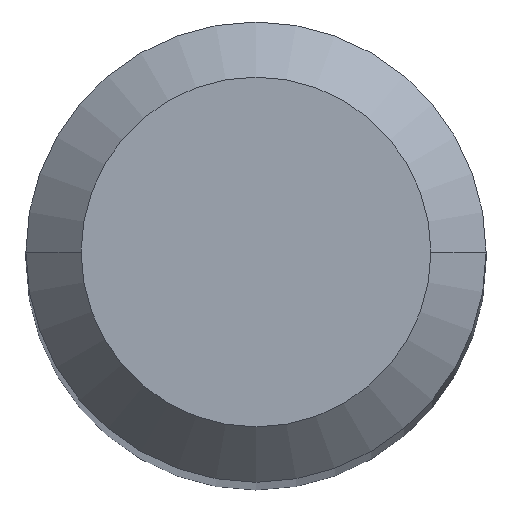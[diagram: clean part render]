
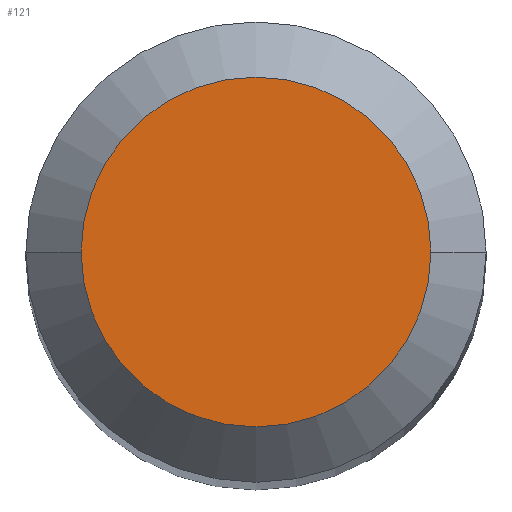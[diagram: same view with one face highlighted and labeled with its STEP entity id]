
A CAD part, top view. The second image highlights one B-rep face of the part: STEP entity #121.
In plain terms, the highlighted planar face has unit normal (0, 0, 1).
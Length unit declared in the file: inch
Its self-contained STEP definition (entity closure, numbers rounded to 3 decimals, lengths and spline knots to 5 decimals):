
#29 = CARTESIAN_POINT ( 'NONE',  ( -0.0475, 0., 0. ) ) ;
#68 = FACE_OUTER_BOUND ( 'NONE', #77, .T. ) ;
#77 = EDGE_LOOP ( 'NONE', ( #479, #117 ) ) ;
#83 = DIRECTION ( 'NONE',  ( 0., 0., 1. ) ) ;
#84 = VERTEX_POINT ( 'NONE', #29 ) ;
#95 = DIRECTION ( 'NONE',  ( -1., 0., 0. ) ) ;
#117 = ORIENTED_EDGE ( 'NONE', *, *, #422, .T. ) ;
#121 = ADVANCED_FACE ( 'NONE', ( #68 ), #189, .F. ) ;
#149 = VERTEX_POINT ( 'NONE', #394 ) ;
#150 = CIRCLE ( 'NONE', #329, 0.0475 ) ;
#164 = DIRECTION ( 'NONE',  ( 1., 0., 0. ) ) ;
#167 = CIRCLE ( 'NONE', #508, 0.0475 ) ;
#189 = PLANE ( 'NONE',  #291 ) ;
#250 = CARTESIAN_POINT ( 'NONE',  ( 0., 0., 0. ) ) ;
#291 = AXIS2_PLACEMENT_3D ( 'NONE', #358, #391, #95 ) ;
#329 = AXIS2_PLACEMENT_3D ( 'NONE', #250, #83, #496 ) ;
#340 = DIRECTION ( 'NONE',  ( 0., 0., 1. ) ) ;
#358 = CARTESIAN_POINT ( 'NONE',  ( 0., 0.0475, 0. ) ) ;
#391 = DIRECTION ( 'NONE',  ( 0., 0., -1. ) ) ;
#394 = CARTESIAN_POINT ( 'NONE',  ( 0.0475, 0., 0. ) ) ;
#422 = EDGE_CURVE ( 'NONE', #149, #84, #150, .T. ) ;
#469 = EDGE_CURVE ( 'NONE', #84, #149, #167, .T. ) ;
#479 = ORIENTED_EDGE ( 'NONE', *, *, #469, .T. ) ;
#491 = CARTESIAN_POINT ( 'NONE',  ( 0., 0., 0. ) ) ;
#496 = DIRECTION ( 'NONE',  ( 1., 0., 0. ) ) ;
#508 = AXIS2_PLACEMENT_3D ( 'NONE', #491, #340, #164 ) ;
